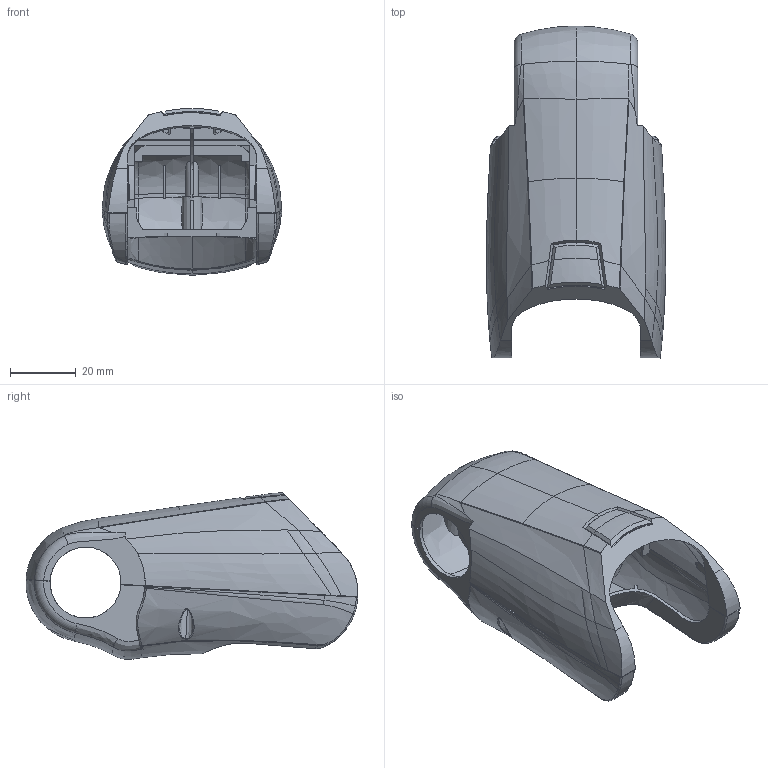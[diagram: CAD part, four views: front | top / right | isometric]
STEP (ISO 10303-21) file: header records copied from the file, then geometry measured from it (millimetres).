
FILE_DESCRIPTION((''),'2;1');
FILE_NAME('LL2_ASM','2018-04-17T',('yepeng'),(''),'CREO PARAMETRIC BY PTC INC, 2016260','CREO PARAMETRIC BY PTC INC, 2016260','');
FILE_SCHEMA(('CONFIG_CONTROL_DESIGN'));
Length unit declared in the file: millimetre
Products named in the file (4): H5-05-00-01; H5-05-00-03; H5-05-00-02; LL2_ASM
Assembly tree (3 placements, depth 2):
  LL2_ASM
    H5-05-00-01
    H5-05-00-03
    H5-05-00-02
Bounding box: 54.58 x 101.02 x 50.76 mm (x, y, z)
Volume: 19634 mm3; surface area: 34469.5 mm2
Topology: 3 solids, 3 shells, 668 faces, 1911 edges, 1255 vertices
Faces by surface type: plane 269, bspline 236, cylinder 108, extrusion 24, torus 18, cone 11, sphere 2
Entity records: 38400 total; most frequent: CARTESIAN_POINT 23389, ORIENTED_EDGE 3818, DIRECTION 2012, EDGE_CURVE 1909, VERTEX_POINT 1255, B_SPLINE_CURVE_WITH_KNOTS 1028, EDGE_LOOP 688, VECTOR 676
